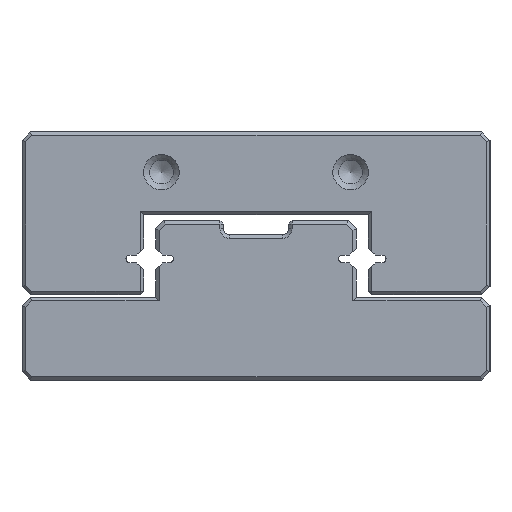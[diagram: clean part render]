
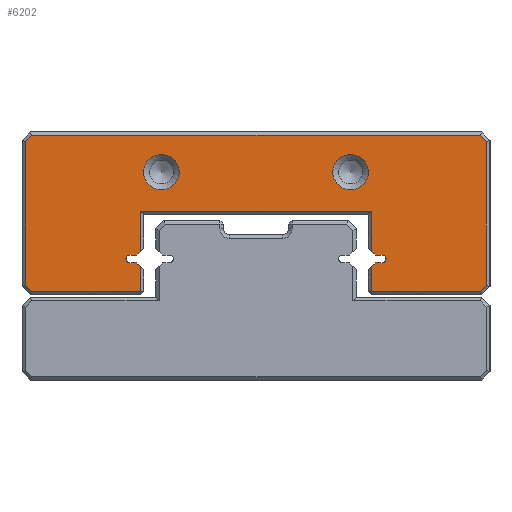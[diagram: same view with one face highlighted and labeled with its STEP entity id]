
A CAD part, left-side view. The second image highlights one B-rep face of the part: STEP entity #6202.
In plain terms, the highlighted planar face has unit normal (-1, 0, 0).
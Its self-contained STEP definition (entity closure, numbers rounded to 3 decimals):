
#5151=FACE_BOUND('',#9629,.T.);
#5152=FACE_BOUND('',#9630,.T.);
#5153=FACE_BOUND('',#9631,.T.);
#5709=CIRCLE('',#26483,0.333);
#5728=CIRCLE('',#26510,0.333);
#5732=CIRCLE('',#26520,1.5);
#5733=CIRCLE('',#26521,1.5);
#6202=ADVANCED_FACE('',(#5151,#5152,#5153),#7406,.T.);
#7406=PLANE('',#26522);
#9629=EDGE_LOOP('',(#12624,#12625,#12626,#12627,#12628,#12629,#12630,#12631,
#12632,#12633,#12634,#12635,#12636,#12637,#12638,#12639,#12640,#12641,#12642,
#12643,#12644,#12645,#12646,#12647));
#9630=EDGE_LOOP('',(#12648));
#9631=EDGE_LOOP('',(#12649));
#12624=ORIENTED_EDGE('',*,*,#19800,.F.);
#12625=ORIENTED_EDGE('',*,*,#19839,.T.);
#12626=ORIENTED_EDGE('',*,*,#19840,.T.);
#12627=ORIENTED_EDGE('',*,*,#19841,.T.);
#12628=ORIENTED_EDGE('',*,*,#19769,.F.);
#12629=ORIENTED_EDGE('',*,*,#19763,.F.);
#12630=ORIENTED_EDGE('',*,*,#19760,.F.);
#12631=ORIENTED_EDGE('',*,*,#19757,.F.);
#12632=ORIENTED_EDGE('',*,*,#19755,.F.);
#12633=ORIENTED_EDGE('',*,*,#19842,.T.);
#12634=ORIENTED_EDGE('',*,*,#19843,.T.);
#12635=ORIENTED_EDGE('',*,*,#19844,.T.);
#12636=ORIENTED_EDGE('',*,*,#19845,.T.);
#12637=ORIENTED_EDGE('',*,*,#19846,.T.);
#12638=ORIENTED_EDGE('',*,*,#19847,.T.);
#12639=ORIENTED_EDGE('',*,*,#19848,.T.);
#12640=ORIENTED_EDGE('',*,*,#19849,.T.);
#12641=ORIENTED_EDGE('',*,*,#19850,.T.);
#12642=ORIENTED_EDGE('',*,*,#19851,.T.);
#12643=ORIENTED_EDGE('',*,*,#19852,.T.);
#12644=ORIENTED_EDGE('',*,*,#19814,.F.);
#12645=ORIENTED_EDGE('',*,*,#19808,.F.);
#12646=ORIENTED_EDGE('',*,*,#19805,.F.);
#12647=ORIENTED_EDGE('',*,*,#19802,.F.);
#12648=ORIENTED_EDGE('',*,*,#19853,.T.);
#12649=ORIENTED_EDGE('',*,*,#19854,.T.);
#17551=VERTEX_POINT('',#35431);
#17552=VERTEX_POINT('',#35433);
#17553=VERTEX_POINT('',#35437);
#17555=VERTEX_POINT('',#35443);
#17557=VERTEX_POINT('',#35449);
#17562=VERTEX_POINT('',#35461);
#17588=VERTEX_POINT('',#35521);
#17589=VERTEX_POINT('',#35523);
#17590=VERTEX_POINT('',#35527);
#17592=VERTEX_POINT('',#35533);
#17594=VERTEX_POINT('',#35539);
#17599=VERTEX_POINT('',#35551);
#17620=VERTEX_POINT('',#35601);
#17621=VERTEX_POINT('',#35603);
#17622=VERTEX_POINT('',#35606);
#17623=VERTEX_POINT('',#35608);
#17624=VERTEX_POINT('',#35610);
#17625=VERTEX_POINT('',#35612);
#17626=VERTEX_POINT('',#35614);
#17627=VERTEX_POINT('',#35616);
#17628=VERTEX_POINT('',#35618);
#17629=VERTEX_POINT('',#35620);
#17630=VERTEX_POINT('',#35622);
#17631=VERTEX_POINT('',#35624);
#17632=VERTEX_POINT('',#35627);
#17633=VERTEX_POINT('',#35629);
#19755=EDGE_CURVE('',#17551,#17552,#22337,.T.);
#19757=EDGE_CURVE('',#17552,#17553,#22339,.T.);
#19760=EDGE_CURVE('',#17553,#17555,#5709,.T.);
#19763=EDGE_CURVE('',#17555,#17557,#22343,.T.);
#19769=EDGE_CURVE('',#17557,#17562,#22349,.T.);
#19800=EDGE_CURVE('',#17588,#17589,#22363,.T.);
#19802=EDGE_CURVE('',#17589,#17590,#22365,.T.);
#19805=EDGE_CURVE('',#17590,#17592,#5728,.T.);
#19808=EDGE_CURVE('',#17592,#17594,#22369,.T.);
#19814=EDGE_CURVE('',#17594,#17599,#22375,.T.);
#19839=EDGE_CURVE('',#17588,#17620,#22398,.T.);
#19840=EDGE_CURVE('',#17620,#17621,#22399,.T.);
#19841=EDGE_CURVE('',#17621,#17562,#22400,.T.);
#19842=EDGE_CURVE('',#17551,#17622,#22401,.T.);
#19843=EDGE_CURVE('',#17622,#17623,#22402,.T.);
#19844=EDGE_CURVE('',#17623,#17624,#22403,.T.);
#19845=EDGE_CURVE('',#17624,#17625,#22404,.T.);
#19846=EDGE_CURVE('',#17625,#17626,#22405,.T.);
#19847=EDGE_CURVE('',#17626,#17627,#22406,.T.);
#19848=EDGE_CURVE('',#17627,#17628,#22407,.T.);
#19849=EDGE_CURVE('',#17628,#17629,#22408,.T.);
#19850=EDGE_CURVE('',#17629,#17630,#22409,.T.);
#19851=EDGE_CURVE('',#17630,#17631,#22410,.T.);
#19852=EDGE_CURVE('',#17631,#17599,#22411,.T.);
#19853=EDGE_CURVE('',#17632,#17632,#5732,.T.);
#19854=EDGE_CURVE('',#17633,#17633,#5733,.T.);
#22337=LINE('',#35432,#24557);
#22339=LINE('',#35436,#24559);
#22343=LINE('',#35448,#24563);
#22349=LINE('',#35460,#24569);
#22363=LINE('',#35522,#24583);
#22365=LINE('',#35526,#24585);
#22369=LINE('',#35538,#24589);
#22375=LINE('',#35550,#24595);
#22398=LINE('',#35600,#24618);
#22399=LINE('',#35602,#24619);
#22400=LINE('',#35604,#24620);
#22401=LINE('',#35605,#24621);
#22402=LINE('',#35607,#24622);
#22403=LINE('',#35609,#24623);
#22404=LINE('',#35611,#24624);
#22405=LINE('',#35613,#24625);
#22406=LINE('',#35615,#24626);
#22407=LINE('',#35617,#24627);
#22408=LINE('',#35619,#24628);
#22409=LINE('',#35621,#24629);
#22410=LINE('',#35623,#24630);
#22411=LINE('',#35625,#24631);
#24557=VECTOR('',#29235,1.);
#24559=VECTOR('',#29239,1.);
#24563=VECTOR('',#29251,1.);
#24569=VECTOR('',#29259,1.);
#24583=VECTOR('',#29315,1.);
#24585=VECTOR('',#29319,1.);
#24589=VECTOR('',#29331,1.);
#24595=VECTOR('',#29339,1.);
#24618=VECTOR('',#29374,1.);
#24619=VECTOR('',#29375,1.);
#24620=VECTOR('',#29376,1.);
#24621=VECTOR('',#29377,1.);
#24622=VECTOR('',#29378,1.);
#24623=VECTOR('',#29379,1.);
#24624=VECTOR('',#29380,1.);
#24625=VECTOR('',#29381,1.);
#24626=VECTOR('',#29382,1.);
#24627=VECTOR('',#29383,1.);
#24628=VECTOR('',#29384,1.);
#24629=VECTOR('',#29385,1.);
#24630=VECTOR('',#29386,1.);
#24631=VECTOR('',#29387,1.);
#26483=AXIS2_PLACEMENT_3D('',#35442,#29244,#29245);
#26510=AXIS2_PLACEMENT_3D('',#35532,#29324,#29325);
#26520=AXIS2_PLACEMENT_3D('',#35626,#29388,#29389);
#26521=AXIS2_PLACEMENT_3D('',#35628,#29390,#29391);
#26522=AXIS2_PLACEMENT_3D('',#35630,#29392,#29393);
#29235=DIRECTION('',(0.,-0.707,0.707));
#29239=DIRECTION('',(0.,-1.,0.));
#29244=DIRECTION('',(-1.,0.,0.));
#29245=DIRECTION('',(0.,0.,-1.));
#29251=DIRECTION('',(0.,1.,0.));
#29259=DIRECTION('',(0.,0.707,0.707));
#29315=DIRECTION('',(0.,0.707,-0.707));
#29319=DIRECTION('',(0.,1.,0.));
#29324=DIRECTION('',(-1.,0.,0.));
#29325=DIRECTION('',(0.,0.,1.));
#29331=DIRECTION('',(0.,-1.,0.));
#29339=DIRECTION('',(0.,-0.707,-0.707));
#29374=DIRECTION('',(0.,0.,1.));
#29375=DIRECTION('',(0.,-1.,0.));
#29376=DIRECTION('',(0.,0.,-1.));
#29377=DIRECTION('',(0.,0.,-1.));
#29378=DIRECTION('',(0.,-1.,0.));
#29379=DIRECTION('',(0.,-0.707,0.707));
#29380=DIRECTION('',(0.,0.,1.));
#29381=DIRECTION('',(0.,0.707,0.707));
#29382=DIRECTION('',(0.,1.,0.));
#29383=DIRECTION('',(0.,0.707,-0.707));
#29384=DIRECTION('',(0.,0.,-1.));
#29385=DIRECTION('',(0.,-0.707,-0.707));
#29386=DIRECTION('',(0.,-1.,0.));
#29387=DIRECTION('',(0.,0.,1.));
#29388=DIRECTION('',(1.,0.,0.));
#29389=DIRECTION('',(0.,0.,-1.));
#29390=DIRECTION('',(1.,0.,0.));
#29391=DIRECTION('',(0.,0.,-1.));
#29392=DIRECTION('',(-1.,0.,0.));
#29393=DIRECTION('',(0.,0.,-1.));
#35431=CARTESIAN_POINT('',(80.,10.,9.636));
#35432=CARTESIAN_POINT('',(80.,10.3,9.336));
#35433=CARTESIAN_POINT('',(80.,9.719,9.917));
#35436=CARTESIAN_POINT('',(80.,9.719,9.917));
#35437=CARTESIAN_POINT('',(80.,9.133,9.917));
#35442=CARTESIAN_POINT('',(80.,9.133,10.25));
#35443=CARTESIAN_POINT('',(80.,9.133,10.583));
#35448=CARTESIAN_POINT('',(80.,9.133,10.583));
#35449=CARTESIAN_POINT('',(80.,9.719,10.583));
#35460=CARTESIAN_POINT('',(80.,9.719,10.583));
#35461=CARTESIAN_POINT('',(80.,10.,10.864));
#35521=CARTESIAN_POINT('',(80.,29.6,10.864));
#35522=CARTESIAN_POINT('',(80.,29.3,11.164));
#35523=CARTESIAN_POINT('',(80.,29.881,10.583));
#35526=CARTESIAN_POINT('',(80.,29.881,10.583));
#35527=CARTESIAN_POINT('',(80.,30.467,10.583));
#35532=CARTESIAN_POINT('',(80.,30.467,10.25));
#35533=CARTESIAN_POINT('',(80.,30.467,9.917));
#35538=CARTESIAN_POINT('',(80.,30.467,9.917));
#35539=CARTESIAN_POINT('',(80.,29.881,9.917));
#35550=CARTESIAN_POINT('',(80.,29.881,9.917));
#35551=CARTESIAN_POINT('',(80.,29.6,9.636));
#35600=CARTESIAN_POINT('',(80.,29.6,14.));
#35601=CARTESIAN_POINT('',(80.,29.6,14.3));
#35602=CARTESIAN_POINT('',(80.,10.3,14.3));
#35603=CARTESIAN_POINT('',(80.,10.,14.3));
#35604=CARTESIAN_POINT('',(80.,10.,11.164));
#35605=CARTESIAN_POINT('',(80.,10.,7.2));
#35606=CARTESIAN_POINT('',(80.,10.,7.5));
#35607=CARTESIAN_POINT('',(80.,0.7,7.5));
#35608=CARTESIAN_POINT('',(80.,0.824,7.5));
#35609=CARTESIAN_POINT('',(80.,3.604,4.72));
#35610=CARTESIAN_POINT('',(80.,0.3,8.024));
#35611=CARTESIAN_POINT('',(80.,0.3,20.3));
#35612=CARTESIAN_POINT('',(80.,0.3,20.176));
#35613=CARTESIAN_POINT('',(80.,-0.246,19.63));
#35614=CARTESIAN_POINT('',(80.,0.824,20.7));
#35615=CARTESIAN_POINT('',(80.,38.9,20.7));
#35616=CARTESIAN_POINT('',(80.,38.776,20.7));
#35617=CARTESIAN_POINT('',(80.,29.18,30.296));
#35618=CARTESIAN_POINT('',(80.,39.3,20.176));
#35619=CARTESIAN_POINT('',(80.,39.3,7.9));
#35620=CARTESIAN_POINT('',(80.,39.3,8.024));
#35621=CARTESIAN_POINT('',(80.,25.33,-5.946));
#35622=CARTESIAN_POINT('',(80.,38.776,7.5));
#35623=CARTESIAN_POINT('',(80.,29.3,7.5));
#35624=CARTESIAN_POINT('',(80.,29.6,7.5));
#35625=CARTESIAN_POINT('',(80.,29.6,9.336));
#35626=CARTESIAN_POINT('',(80.,11.8,17.6));
#35627=CARTESIAN_POINT('',(80.,11.8,16.1));
#35628=CARTESIAN_POINT('',(80.,27.8,17.6));
#35629=CARTESIAN_POINT('',(80.,27.8,16.1));
#35630=CARTESIAN_POINT('',(80.,9.133,10.25));
